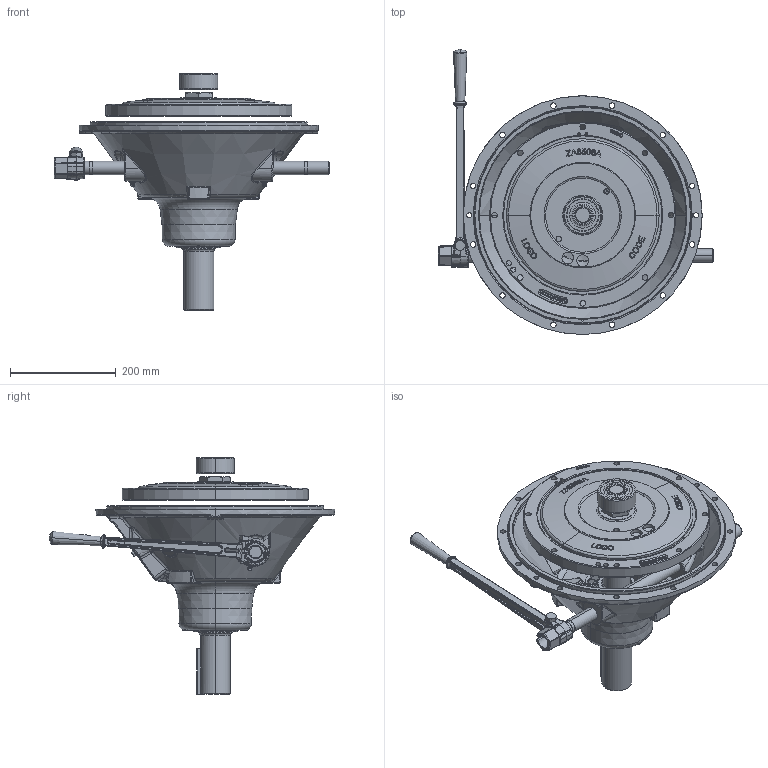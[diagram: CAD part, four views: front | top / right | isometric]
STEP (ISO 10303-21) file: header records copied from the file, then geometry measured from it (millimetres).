
FILE_DESCRIPTION (( 'STEP AP214' ), '1' );
FILE_NAME ('SP111P335.STEP', '2013-11-18T18:33:54', ( 'Windows User' ), ( '' ), 'SwSTEP 2.0', 'SolidWorks 2010', '' );
FILE_SCHEMA (( 'AUTOMOTIVE_DESIGN' ));
Length unit declared in the file: inch
Products named in the file (1): SP111P335
Bounding box: 520.7 x 539.22 x 446.9 mm (x, y, z)
Surface area: 889520.9 mm2 (no closed solid volume)
Topology: 0 solids, 127 shells, 1693 faces, 6281 edges, 4507 vertices
Faces by surface type: bspline 654, plane 366, cylinder 331, torus 154, cone 136, sphere 52
Entity records: 134557 total; most frequent: CARTESIAN_POINT 67879, ORIENTED_EDGE 9277, DIRECTION 7466, EDGE_CURVE 6197, VERTEX_POINT 4500, AXIS2_PLACEMENT_3D 2930, B_SPLINE_CURVE_WITH_KNOTS 2455, CIRCLE 1890
